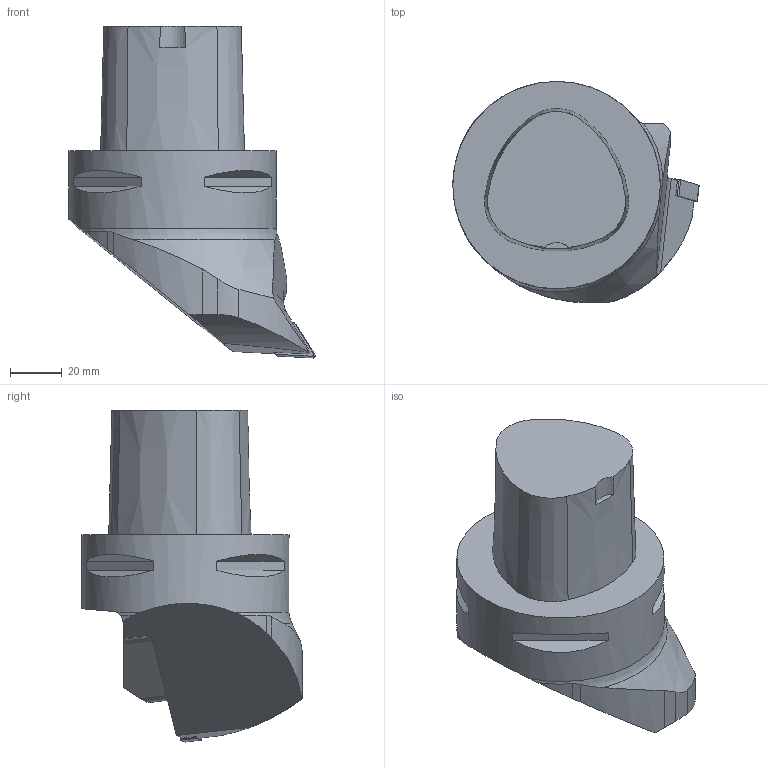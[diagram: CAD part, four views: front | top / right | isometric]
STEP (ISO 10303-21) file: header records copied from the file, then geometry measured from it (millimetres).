
FILE_DESCRIPTION(/* description */ (''),/* implementation_level */ '2;1');
FILE_NAME(/* name */ '1544007153795.stp',/* time_stamp */ '2018-12-05T16:22:56+06:00',/* author */ (''),/* organization */ ('SMS'),/* preprocessor_version */ 'ST-DEVELOPER v15',/* originating_system */ 'SIEMENS PLM Software NX 8.5',/* authorisation */ '');
FILE_SCHEMA (('AUTOMOTIVE_DESIGN { 1 0 10303 214 3 1 1 1 }'));
Length unit declared in the file: millimetre
Products named in the file (4): IsoTurningInsert; ASSEMBLY_CONSTRUCTION; 201880776mod000_01; 201880775mod000_01
Assembly tree (3 placements, depth 2):
  201880775mod000_01
    201880776mod000_01
    ASSEMBLY_CONSTRUCTION
    IsoTurningInsert
Bounding box: 95 x 85.2 x 128 mm (x, y, z)
Volume: 379270.1 mm3; surface area: 35196.9 mm2
Topology: 2 solids, 2 shells, 78 faces, 201 edges, 139 vertices
Faces by surface type: plane 41, cylinder 24, cone 8, torus 5
Full cylindrical faces by diameter (mm): 5.156 x2, 80 x1
Entity records: 2665 total; most frequent: CARTESIAN_POINT 596, DIRECTION 417, ORIENTED_EDGE 390, EDGE_CURVE 195, AXIS2_PLACEMENT_3D 163, VERTEX_POINT 130, LINE 91, VECTOR 91
